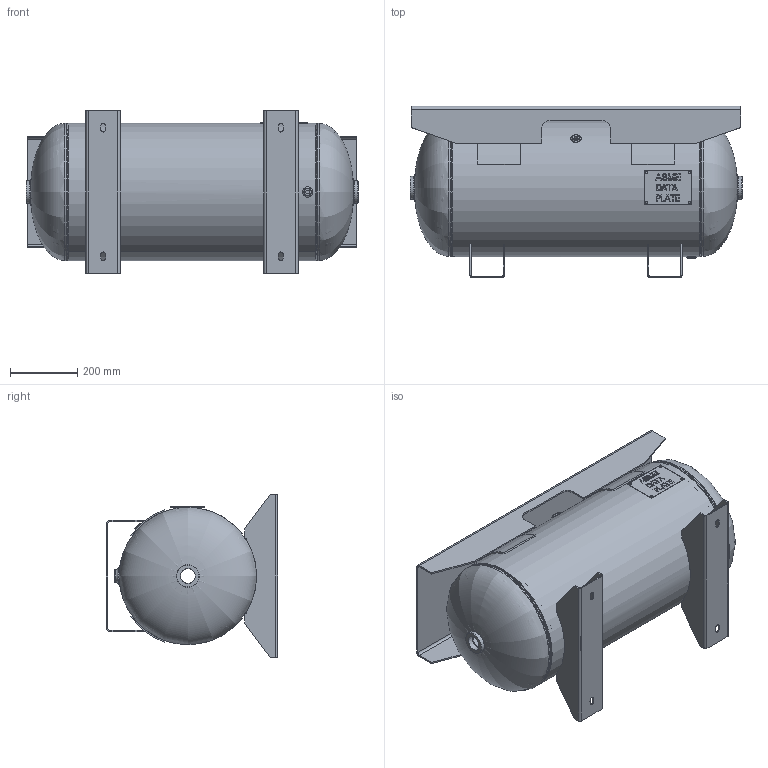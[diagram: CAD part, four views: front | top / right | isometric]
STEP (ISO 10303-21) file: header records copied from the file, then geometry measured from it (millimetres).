
FILE_DESCRIPTION(/* description */ ('16 X 38 200# HORZ ASME (GAS) STOCK 30 GAL W/CHNLS & TPLT'),/* implementation_level */ '2;1');
FILE_NAME(/* name */ 'SPVG_A10039.stp',/* time_stamp */ '2021-02-06T09:05:53-06:00',/* author */ ('kim.thoune'),/* organization */ (''),/* preprocessor_version */ 'ST-DEVELOPER v17.2',/* originating_system */ 'Autodesk Inventor 2019',/* authorisation */ '');
FILE_SCHEMA (('CONFIG_CONTROL_DESIGN'));
Length unit declared in the file: inch
Products named in the file (14): A10039; A10039-1; A10039-2; 910-791; A10039-3; 910-791_1; F101500; F100750; F100250; S100118; 60-140; 64-053; S100111; S100173
Assembly tree (19 placements, depth 3):
  A10039
    A10039-1
    A10039-2
      910-791
    A10039-3
      910-791_1
    F101500  x2
    F100250  x2
    F100750
    S100118
    60-140
      64-053
    S100111  x2
    S100173  x4
Bounding box: 984.22 x 508.63 x 482.6 mm (x, y, z)
Volume: 7596543.1 mm3; surface area: 4329641.7 mm2
Topology: 16 solids, 16 shells, 455 faces, 1231 edges, 831 vertices
Faces by surface type: plane 283, cylinder 96, bspline 40, torus 26, cone 10
Full cylindrical faces by diameter (mm): 6.35 x4, 11.455 x2, 26.987 x2, 36.512 x1, 36.909 x1, 43.256 x2, 52.387 x1, 55.562 x2, 57.15 x2, 88.9 x1, 395.021 x2, 400.05 x2, 400.71 x1, 401.371 x2, 406.4 x2, 407.67 x1
Entity records: 13192 total; most frequent: CARTESIAN_POINT 3656, ORIENTED_EDGE 1916, DIRECTION 1787, EDGE_CURVE 958, LINE 649, VECTOR 649, VERTEX_POINT 645, AXIS2_PLACEMENT_3D 569
